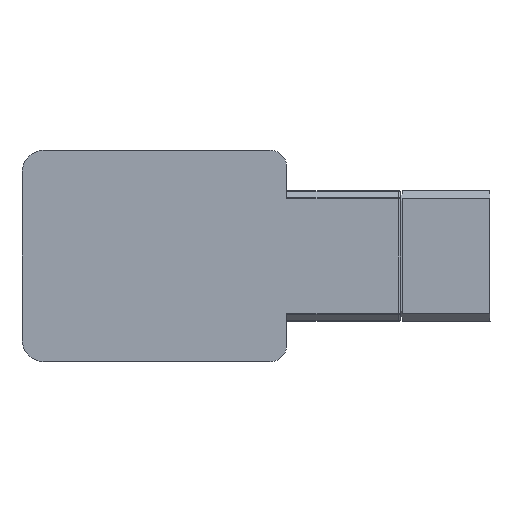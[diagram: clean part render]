
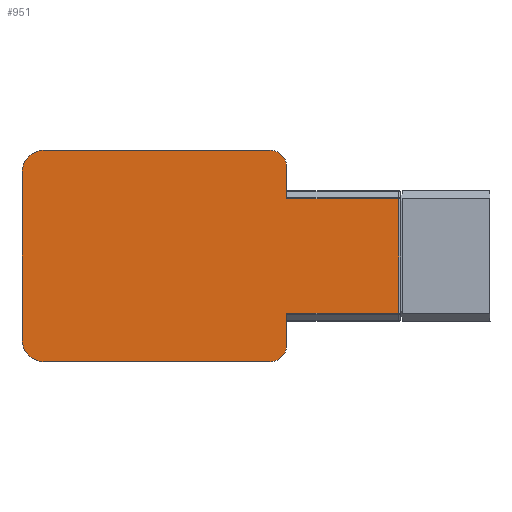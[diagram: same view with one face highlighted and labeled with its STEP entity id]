
A CAD part, left-side view. The second image highlights one B-rep face of the part: STEP entity #951.
In plain terms, the highlighted face is planar.
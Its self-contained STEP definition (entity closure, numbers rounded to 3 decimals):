
#373=CARTESIAN_POINT('Vertex',(-49.965,-25.436,-22.589)) ;
#380=CARTESIAN_POINT('Vertex',(-49.965,-25.436,7.997)) ;
#383=CARTESIAN_POINT('Line Origine',(-49.965,-25.436,-7.296)) ;
#783=CARTESIAN_POINT('Vertex',(-19.965,-25.436,16.579)) ;
#786=CARTESIAN_POINT('Line Origine',(-19.965,-25.436,12.288)) ;
#790=CARTESIAN_POINT('Vertex',(-19.965,-25.436,7.997)) ;
#866=CARTESIAN_POINT('Axis2P3D Location',(0.785,-25.436,-7.296)) ;
#871=CARTESIAN_POINT('Axis2P3D Location',(-15.465,-25.436,16.579)) ;
#875=CARTESIAN_POINT('Vertex',(-15.465,-25.436,21.079)) ;
#878=CARTESIAN_POINT('Line Origine',(14.785,-25.436,21.079)) ;
#882=CARTESIAN_POINT('Vertex',(45.035,-25.436,21.079)) ;
#885=CARTESIAN_POINT('Axis2P3D Location',(45.035,-25.436,15.079)) ;
#889=CARTESIAN_POINT('Vertex',(51.035,-25.436,15.079)) ;
#892=CARTESIAN_POINT('Line Origine',(51.035,-25.436,-7.296)) ;
#896=CARTESIAN_POINT('Vertex',(51.035,-25.436,-29.671)) ;
#899=CARTESIAN_POINT('Axis2P3D Location',(45.035,-25.436,-29.671)) ;
#903=CARTESIAN_POINT('Vertex',(45.035,-25.436,-35.671)) ;
#906=CARTESIAN_POINT('Line Origine',(14.785,-25.436,-35.671)) ;
#910=CARTESIAN_POINT('Vertex',(-15.465,-25.436,-35.671)) ;
#913=CARTESIAN_POINT('Axis2P3D Location',(-15.465,-25.436,-31.171)) ;
#917=CARTESIAN_POINT('Vertex',(-19.965,-25.436,-31.171)) ;
#920=CARTESIAN_POINT('Line Origine',(-19.965,-25.436,-26.88)) ;
#924=CARTESIAN_POINT('Vertex',(-19.965,-25.436,-22.589)) ;
#927=CARTESIAN_POINT('Line Origine',(-34.965,-25.436,-22.589)) ;
#932=CARTESIAN_POINT('Line Origine',(-34.965,-25.436,7.997)) ;
#384=DIRECTION('Vector Direction',(0.,0.,-1.)) ;
#787=DIRECTION('Vector Direction',(0.,0.,-1.)) ;
#867=DIRECTION('Axis2P3D Direction',(0.,1.,0.)) ;
#868=DIRECTION('Axis2P3D XDirection',(-1.,0.,0.)) ;
#872=DIRECTION('Axis2P3D Direction',(0.,1.,0.)) ;
#879=DIRECTION('Vector Direction',(-1.,0.,0.)) ;
#886=DIRECTION('Axis2P3D Direction',(0.,1.,0.)) ;
#893=DIRECTION('Vector Direction',(0.,0.,1.)) ;
#900=DIRECTION('Axis2P3D Direction',(0.,1.,0.)) ;
#907=DIRECTION('Vector Direction',(1.,0.,0.)) ;
#914=DIRECTION('Axis2P3D Direction',(0.,1.,0.)) ;
#921=DIRECTION('Vector Direction',(0.,0.,-1.)) ;
#928=DIRECTION('Vector Direction',(1.,0.,0.)) ;
#933=DIRECTION('Vector Direction',(-1.,0.,0.)) ;
#869=AXIS2_PLACEMENT_3D('Plane Axis2P3D',#866,#867,#868) ;
#873=AXIS2_PLACEMENT_3D('Circle Axis2P3D',#871,#872,$) ;
#887=AXIS2_PLACEMENT_3D('Circle Axis2P3D',#885,#886,$) ;
#901=AXIS2_PLACEMENT_3D('Circle Axis2P3D',#899,#900,$) ;
#915=AXIS2_PLACEMENT_3D('Circle Axis2P3D',#913,#914,$) ;
#938=ORIENTED_EDGE('',*,*,#792,.T.) ;
#939=ORIENTED_EDGE('',*,*,#877,.T.) ;
#940=ORIENTED_EDGE('',*,*,#884,.T.) ;
#941=ORIENTED_EDGE('',*,*,#891,.T.) ;
#942=ORIENTED_EDGE('',*,*,#898,.T.) ;
#943=ORIENTED_EDGE('',*,*,#905,.T.) ;
#944=ORIENTED_EDGE('',*,*,#912,.T.) ;
#945=ORIENTED_EDGE('',*,*,#919,.T.) ;
#946=ORIENTED_EDGE('',*,*,#926,.T.) ;
#947=ORIENTED_EDGE('',*,*,#931,.T.) ;
#948=ORIENTED_EDGE('',*,*,#387,.T.) ;
#949=ORIENTED_EDGE('',*,*,#936,.T.) ;
#385=VECTOR('Line Direction',#384,1.) ;
#788=VECTOR('Line Direction',#787,1.) ;
#880=VECTOR('Line Direction',#879,1.) ;
#894=VECTOR('Line Direction',#893,1.) ;
#908=VECTOR('Line Direction',#907,1.) ;
#922=VECTOR('Line Direction',#921,1.) ;
#929=VECTOR('Line Direction',#928,1.) ;
#934=VECTOR('Line Direction',#933,1.) ;
#951=ADVANCED_FACE('NEW XT2-XT4 W PLUG KIT APPLICATION.1',(#950),#870,.T.) ;
#874=CIRCLE('generated circle',#873,4.5) ;
#888=CIRCLE('generated circle',#887,6.) ;
#902=CIRCLE('generated circle',#901,6.) ;
#916=CIRCLE('generated circle',#915,4.5) ;
#387=EDGE_CURVE('',#374,#381,#386,.F.) ;
#792=EDGE_CURVE('',#791,#784,#789,.F.) ;
#877=EDGE_CURVE('',#784,#876,#874,.T.) ;
#884=EDGE_CURVE('',#876,#883,#881,.F.) ;
#891=EDGE_CURVE('',#883,#890,#888,.T.) ;
#898=EDGE_CURVE('',#890,#897,#895,.F.) ;
#905=EDGE_CURVE('',#897,#904,#902,.T.) ;
#912=EDGE_CURVE('',#904,#911,#909,.F.) ;
#919=EDGE_CURVE('',#911,#918,#916,.T.) ;
#926=EDGE_CURVE('',#918,#925,#923,.F.) ;
#931=EDGE_CURVE('',#925,#374,#930,.F.) ;
#936=EDGE_CURVE('',#381,#791,#935,.F.) ;
#937=EDGE_LOOP('',(#938,#939,#940,#941,#942,#943,#944,#945,#946,#947,#948,#949)) ;
#950=FACE_OUTER_BOUND('',#937,.T.) ;
#386=LINE('Line',#383,#385) ;
#789=LINE('Line',#786,#788) ;
#881=LINE('Line',#878,#880) ;
#895=LINE('Line',#892,#894) ;
#909=LINE('Line',#906,#908) ;
#923=LINE('Line',#920,#922) ;
#930=LINE('Line',#927,#929) ;
#935=LINE('Line',#932,#934) ;
#870=PLANE('',#869) ;
#374=VERTEX_POINT('',#373) ;
#381=VERTEX_POINT('',#380) ;
#784=VERTEX_POINT('',#783) ;
#791=VERTEX_POINT('',#790) ;
#876=VERTEX_POINT('',#875) ;
#883=VERTEX_POINT('',#882) ;
#890=VERTEX_POINT('',#889) ;
#897=VERTEX_POINT('',#896) ;
#904=VERTEX_POINT('',#903) ;
#911=VERTEX_POINT('',#910) ;
#918=VERTEX_POINT('',#917) ;
#925=VERTEX_POINT('',#924) ;
